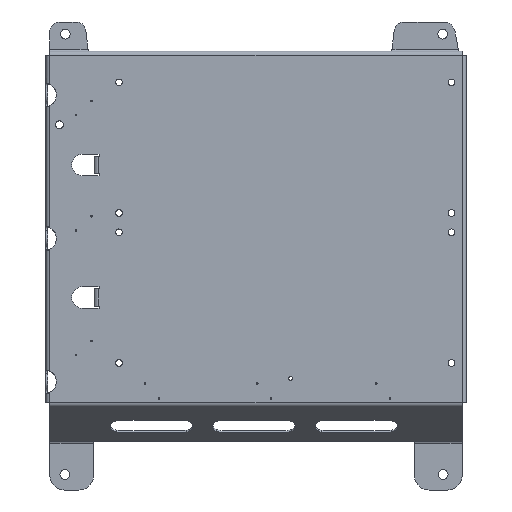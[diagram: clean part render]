
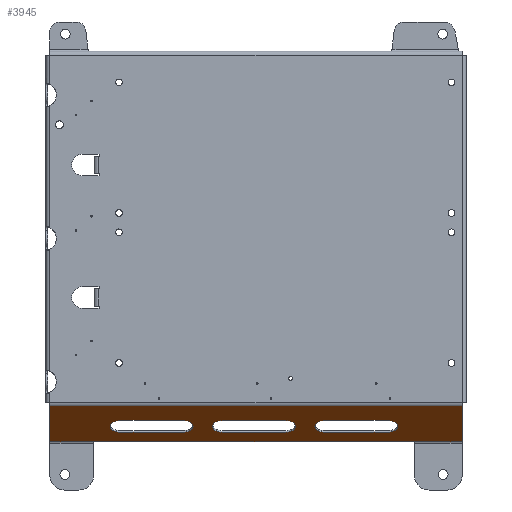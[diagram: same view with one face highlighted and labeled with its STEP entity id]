
A CAD part, front view. The second image highlights one B-rep face of the part: STEP entity #3945.
In plain terms, the highlighted planar face has unit normal (0, -0.602, -0.799).
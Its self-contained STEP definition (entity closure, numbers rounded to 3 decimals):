
#110=PLANE('',#4341);
#284=LINE('',#6235,#570);
#289=LINE('',#6249,#575);
#292=LINE('',#6259,#578);
#297=LINE('',#6273,#583);
#302=LINE('',#6291,#588);
#306=LINE('',#6302,#592);
#333=LINE('',#6397,#619);
#334=LINE('',#6399,#620);
#335=LINE('',#6400,#621);
#336=LINE('',#6402,#622);
#337=LINE('',#6404,#623);
#338=LINE('',#6405,#624);
#570=VECTOR('',#5079,10.);
#575=VECTOR('',#5092,10.);
#578=VECTOR('',#5103,10.);
#583=VECTOR('',#5116,10.);
#588=VECTOR('',#5135,10.);
#592=VECTOR('',#5147,10.);
#619=VECTOR('',#5248,10.);
#620=VECTOR('',#5249,10.);
#621=VECTOR('',#5250,10.);
#622=VECTOR('',#5251,10.);
#623=VECTOR('',#5252,10.);
#624=VECTOR('',#5253,10.);
#789=FACE_BOUND('',#1270,.T.);
#790=FACE_BOUND('',#1271,.T.);
#791=FACE_BOUND('',#1272,.T.);
#994=FACE_OUTER_BOUND('',#1269,.T.);
#1269=EDGE_LOOP('',(#3125,#3126,#3127,#3128,#3129,#3130));
#1270=EDGE_LOOP('',(#3131,#3132,#3133,#3134));
#1271=EDGE_LOOP('',(#3135,#3136,#3137,#3138));
#1272=EDGE_LOOP('',(#3139,#3140,#3141,#3142));
#1596=CIRCLE('',#4283,10.);
#1598=CIRCLE('',#4287,10.);
#1600=CIRCLE('',#4291,10.);
#1602=CIRCLE('',#4295,10.);
#1604=CIRCLE('',#4298,10.);
#1606=CIRCLE('',#4302,10.);
#1898=VERTEX_POINT('',#6233);
#1899=VERTEX_POINT('',#6234);
#1902=VERTEX_POINT('',#6242);
#1904=VERTEX_POINT('',#6248);
#1906=VERTEX_POINT('',#6257);
#1907=VERTEX_POINT('',#6258);
#1910=VERTEX_POINT('',#6266);
#1912=VERTEX_POINT('',#6272);
#1914=VERTEX_POINT('',#6281);
#1915=VERTEX_POINT('',#6282);
#1918=VERTEX_POINT('',#6290);
#1920=VERTEX_POINT('',#6296);
#1944=VERTEX_POINT('',#6366);
#1951=VERTEX_POINT('',#6395);
#1952=VERTEX_POINT('',#6396);
#1953=VERTEX_POINT('',#6398);
#1954=VERTEX_POINT('',#6401);
#1955=VERTEX_POINT('',#6403);
#2328=EDGE_CURVE('',#1898,#1899,#284,.T.);
#2332=EDGE_CURVE('',#1899,#1902,#1596,.T.);
#2335=EDGE_CURVE('',#1902,#1904,#289,.T.);
#2338=EDGE_CURVE('',#1904,#1898,#1598,.T.);
#2340=EDGE_CURVE('',#1906,#1907,#292,.T.);
#2344=EDGE_CURVE('',#1907,#1910,#1600,.T.);
#2347=EDGE_CURVE('',#1910,#1912,#297,.T.);
#2350=EDGE_CURVE('',#1912,#1906,#1602,.T.);
#2352=EDGE_CURVE('',#1914,#1915,#1604,.T.);
#2356=EDGE_CURVE('',#1918,#1914,#302,.T.);
#2359=EDGE_CURVE('',#1920,#1918,#1606,.T.);
#2362=EDGE_CURVE('',#1915,#1920,#306,.T.);
#2405=EDGE_CURVE('',#1951,#1952,#333,.T.);
#2406=EDGE_CURVE('',#1952,#1953,#334,.T.);
#2407=EDGE_CURVE('',#1953,#1944,#335,.T.);
#2408=EDGE_CURVE('',#1944,#1954,#336,.T.);
#2409=EDGE_CURVE('',#1955,#1954,#337,.T.);
#2410=EDGE_CURVE('',#1955,#1951,#338,.T.);
#3125=ORIENTED_EDGE('',*,*,#2405,.T.);
#3126=ORIENTED_EDGE('',*,*,#2406,.T.);
#3127=ORIENTED_EDGE('',*,*,#2407,.T.);
#3128=ORIENTED_EDGE('',*,*,#2408,.T.);
#3129=ORIENTED_EDGE('',*,*,#2409,.F.);
#3130=ORIENTED_EDGE('',*,*,#2410,.T.);
#3131=ORIENTED_EDGE('',*,*,#2328,.T.);
#3132=ORIENTED_EDGE('',*,*,#2332,.T.);
#3133=ORIENTED_EDGE('',*,*,#2335,.T.);
#3134=ORIENTED_EDGE('',*,*,#2338,.T.);
#3135=ORIENTED_EDGE('',*,*,#2340,.T.);
#3136=ORIENTED_EDGE('',*,*,#2344,.T.);
#3137=ORIENTED_EDGE('',*,*,#2347,.T.);
#3138=ORIENTED_EDGE('',*,*,#2350,.T.);
#3139=ORIENTED_EDGE('',*,*,#2352,.T.);
#3140=ORIENTED_EDGE('',*,*,#2362,.T.);
#3141=ORIENTED_EDGE('',*,*,#2359,.T.);
#3142=ORIENTED_EDGE('',*,*,#2356,.T.);
#3945=ADVANCED_FACE('',(#994,#789,#790,#791),#110,.F.);
#4283=AXIS2_PLACEMENT_3D('',#6243,#5085,#5086);
#4287=AXIS2_PLACEMENT_3D('',#6254,#5097,#5098);
#4291=AXIS2_PLACEMENT_3D('',#6267,#5109,#5110);
#4295=AXIS2_PLACEMENT_3D('',#6278,#5121,#5122);
#4298=AXIS2_PLACEMENT_3D('',#6283,#5127,#5128);
#4302=AXIS2_PLACEMENT_3D('',#6297,#5140,#5141);
#4341=AXIS2_PLACEMENT_3D('',#6394,#5246,#5247);
#5079=DIRECTION('',(1.,0.,0.));
#5085=DIRECTION('center_axis',(0.,0.602,
0.799));
#5086=DIRECTION('ref_axis',(0.,-0.799,0.602));
#5092=DIRECTION('',(-1.,0.,0.));
#5097=DIRECTION('center_axis',(0.,0.602,
0.799));
#5098=DIRECTION('ref_axis',(0.,0.799,-0.602));
#5103=DIRECTION('',(1.,0.,0.));
#5109=DIRECTION('center_axis',(0.,0.602,
0.799));
#5110=DIRECTION('ref_axis',(0.,-0.799,0.602));
#5116=DIRECTION('',(-1.,0.,0.));
#5121=DIRECTION('center_axis',(0.,0.602,
0.799));
#5122=DIRECTION('ref_axis',(0.,0.799,-0.602));
#5127=DIRECTION('center_axis',(0.,0.602,
0.799));
#5128=DIRECTION('ref_axis',(0.,0.799,-0.602));
#5135=DIRECTION('',(-1.,0.,0.));
#5140=DIRECTION('center_axis',(0.,0.602,
0.799));
#5141=DIRECTION('ref_axis',(0.,-0.799,0.602));
#5147=DIRECTION('',(1.,0.,0.));
#5246=DIRECTION('center_axis',(0.,0.602,
0.799));
#5247=DIRECTION('ref_axis',(0.,-0.799,0.602));
#5248=DIRECTION('',(0.,0.799,-0.602));
#5249=DIRECTION('',(1.,0.,0.));
#5250=DIRECTION('',(1.,0.,0.));
#5251=DIRECTION('',(1.,0.,0.));
#5252=DIRECTION('',(0.,0.799,-0.602));
#5253=DIRECTION('',(-1.,0.,0.));
#6233=CARTESIAN_POINT('',(-261.253,47.78,85.327));
#6234=CARTESIAN_POINT('',(-196.253,47.78,85.327));
#6235=CARTESIAN_POINT('',(-265.003,47.78,85.327));
#6242=CARTESIAN_POINT('',(-196.253,63.752,73.29));
#6243=CARTESIAN_POINT('Origin',(-196.253,55.766,79.308));
#6248=CARTESIAN_POINT('',(-261.253,63.752,73.29));
#6249=CARTESIAN_POINT('',(-297.503,63.752,73.29));
#6254=CARTESIAN_POINT('Origin',(-261.253,55.766,79.308));
#6257=CARTESIAN_POINT('',(-366.253,47.78,85.327));
#6258=CARTESIAN_POINT('',(-301.253,47.78,85.327));
#6259=CARTESIAN_POINT('',(-317.503,47.78,85.327));
#6266=CARTESIAN_POINT('',(-301.253,63.752,73.29));
#6267=CARTESIAN_POINT('Origin',(-301.253,55.766,79.308));
#6272=CARTESIAN_POINT('',(-366.253,63.752,73.29));
#6273=CARTESIAN_POINT('',(-350.003,63.752,73.29));
#6278=CARTESIAN_POINT('Origin',(-366.253,55.766,79.308));
#6281=CARTESIAN_POINT('',(-471.253,63.752,73.29));
#6282=CARTESIAN_POINT('',(-471.253,47.78,85.327));
#6283=CARTESIAN_POINT('Origin',(-471.253,55.766,79.308));
#6290=CARTESIAN_POINT('',(-406.253,63.752,73.29));
#6291=CARTESIAN_POINT('',(-402.503,63.752,73.29));
#6296=CARTESIAN_POINT('',(-406.253,47.78,85.327));
#6297=CARTESIAN_POINT('Origin',(-406.253,55.766,79.308));
#6302=CARTESIAN_POINT('',(-370.003,47.78,85.327));
#6366=CARTESIAN_POINT('',(-169.253,76.53,63.661));
#6394=CARTESIAN_POINT('Origin',(-333.753,51.573,82.468));
#6395=CARTESIAN_POINT('',(-543.148,27.982,100.245));
#6396=CARTESIAN_POINT('',(-543.148,76.53,63.661));
#6397=CARTESIAN_POINT('',(-543.148,58.137,77.522));
#6398=CARTESIAN_POINT('',(-498.253,76.53,63.661));
#6399=CARTESIAN_POINT('',(-227.003,76.53,63.661));
#6400=CARTESIAN_POINT('',(-227.003,76.53,63.661));
#6401=CARTESIAN_POINT('',(-120.253,76.53,63.661));
#6402=CARTESIAN_POINT('',(-227.003,76.53,63.661));
#6403=CARTESIAN_POINT('',(-120.253,27.982,100.245));
#6404=CARTESIAN_POINT('',(-120.253,27.982,100.245));
#6405=CARTESIAN_POINT('',(-333.753,27.982,100.245));
